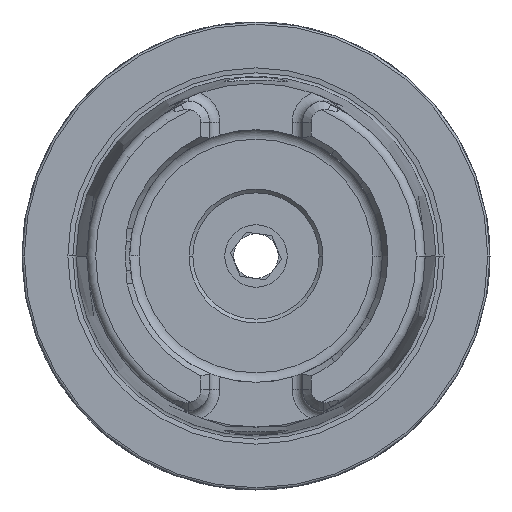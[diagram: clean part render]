
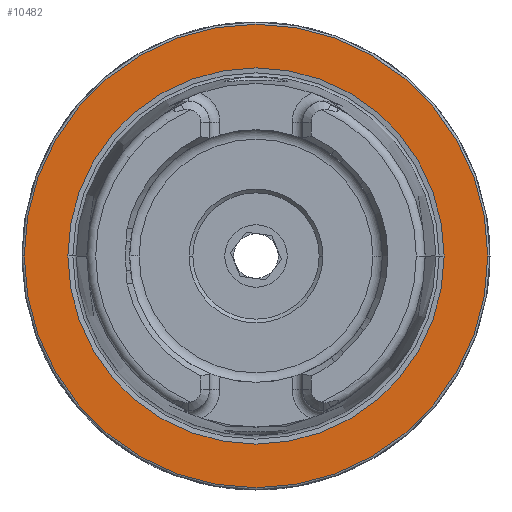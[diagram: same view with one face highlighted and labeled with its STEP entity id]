
A CAD part, left-side view. The second image highlights one B-rep face of the part: STEP entity #10482.
In plain terms, the highlighted planar face has unit normal (-1, 0, 0).
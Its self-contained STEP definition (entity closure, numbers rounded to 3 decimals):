
#218 = EDGE_LOOP ( 'NONE', ( #1162, #1161 ) ) ;
#1161 = ORIENTED_EDGE ( 'NONE', *, *, #11089, .T. ) ;
#1162 = ORIENTED_EDGE ( 'NONE', *, *, #10659, .T. ) ;
#1163 = ORIENTED_EDGE ( 'NONE', *, *, #10663, .F. ) ;
#1164 = ORIENTED_EDGE ( 'NONE', *, *, #11088, .F. ) ;
#2472 = VERTEX_POINT ( 'NONE', #4675 ) ;
#2476 = VERTEX_POINT ( 'NONE', #4679 ) ;
#2563 = VERTEX_POINT ( 'NONE', #4767 ) ;
#2566 = VERTEX_POINT ( 'NONE', #4770 ) ;
#3427 = FACE_OUTER_BOUND ( 'NONE', #218, .T. ) ;
#3438 = FACE_BOUND ( 'NONE', #11307, .T. ) ;
#4675 = CARTESIAN_POINT ( 'NONE',  ( 0., 25.324, 0. ) ) ;
#4679 = CARTESIAN_POINT ( 'NONE',  ( 0., -25.324, 0. ) ) ;
#4767 = CARTESIAN_POINT ( 'NONE',  ( 0., 31.2, 0. ) ) ;
#4770 = CARTESIAN_POINT ( 'NONE',  ( 0., -31.2, 0. ) ) ;
#6320 = CARTESIAN_POINT ( 'NONE',  ( 0., 31.2, 0. ) ) ;
#6326 = PLANE ( 'NONE',  #7091 ) ;
#6328 = DIRECTION ( 'NONE',  ( 1., 0., 0. ) ) ;
#6329 = DIRECTION ( 'NONE',  ( 0., 1., 0. ) ) ;
#7091 = AXIS2_PLACEMENT_3D ( 'NONE', #6320, #6328, #6329 ) ;
#7250 = AXIS2_PLACEMENT_3D ( 'NONE', #8349, #8350, #8351 ) ;
#7253 = AXIS2_PLACEMENT_3D ( 'NONE', #8361, #8362, #8363 ) ;
#7333 = AXIS2_PLACEMENT_3D ( 'NONE', #9211, #9212, #9213 ) ;
#7334 = AXIS2_PLACEMENT_3D ( 'NONE', #9214, #9215, #9216 ) ;
#7582 = CIRCLE ( 'NONE', #7250, 31.2 ) ;
#7585 = CIRCLE ( 'NONE', #7253, 25.324 ) ;
#7765 = CIRCLE ( 'NONE', #7333, 25.324 ) ;
#7766 = CIRCLE ( 'NONE', #7334, 31.2 ) ;
#8349 = CARTESIAN_POINT ( 'NONE',  ( 0., 0., 0. ) ) ;
#8350 = DIRECTION ( 'NONE',  ( -1., 0., 0. ) ) ;
#8351 = DIRECTION ( 'NONE',  ( 0., -1., 0. ) ) ;
#8361 = CARTESIAN_POINT ( 'NONE',  ( 0., 0., 0. ) ) ;
#8362 = DIRECTION ( 'NONE',  ( -1., 0., 0. ) ) ;
#8363 = DIRECTION ( 'NONE',  ( 0., -1., 0. ) ) ;
#9211 = CARTESIAN_POINT ( 'NONE',  ( 0., 0., 0. ) ) ;
#9212 = DIRECTION ( 'NONE',  ( -1., 0., 0. ) ) ;
#9213 = DIRECTION ( 'NONE',  ( 0., -1., 0. ) ) ;
#9214 = CARTESIAN_POINT ( 'NONE',  ( 0., 0., 0. ) ) ;
#9215 = DIRECTION ( 'NONE',  ( -1., 0., 0. ) ) ;
#9216 = DIRECTION ( 'NONE',  ( 0., -1., 0. ) ) ;
#10482 = ADVANCED_FACE ( 'NONE', ( #3438, #3427 ), #6326, .F. ) ;
#10659 = EDGE_CURVE ( 'NONE', #2566, #2563, #7582, .T. ) ;
#10663 = EDGE_CURVE ( 'NONE', #2472, #2476, #7585, .T. ) ;
#11088 = EDGE_CURVE ( 'NONE', #2476, #2472, #7765, .T. ) ;
#11089 = EDGE_CURVE ( 'NONE', #2563, #2566, #7766, .T. ) ;
#11307 = EDGE_LOOP ( 'NONE', ( #1164, #1163 ) ) ;
